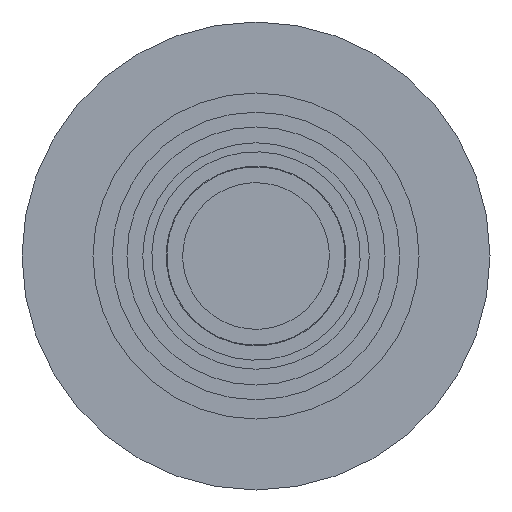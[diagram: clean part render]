
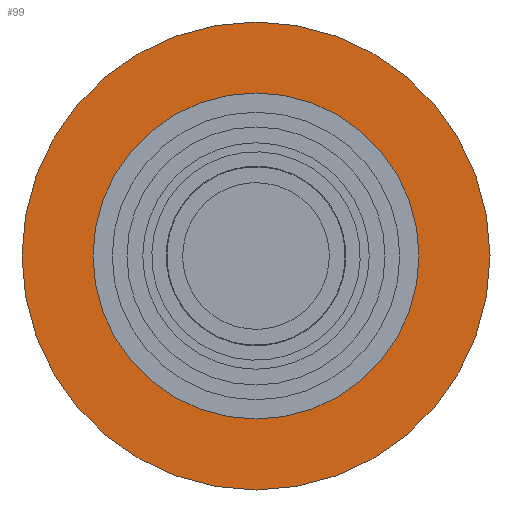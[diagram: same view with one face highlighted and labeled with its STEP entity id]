
A CAD part, front view. The second image highlights one B-rep face of the part: STEP entity #99.
In plain terms, the highlighted planar face has unit normal (0, -1, 0).
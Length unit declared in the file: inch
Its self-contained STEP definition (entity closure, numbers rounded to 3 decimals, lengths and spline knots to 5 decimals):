
#28 = EDGE_CURVE ( 'NONE', #422, #232, #886, .T. ) ;
#77 = EDGE_CURVE ( 'NONE', #1034, #1027, #747, .T. ) ;
#80 = EDGE_CURVE ( 'NONE', #232, #422, #714, .T. ) ;
#99 = ADVANCED_FACE ( 'NONE', ( #992, #990 ), #1122, .T. ) ;
#124 = EDGE_CURVE ( 'NONE', #1027, #1034, #801, .T. ) ;
#174 = ORIENTED_EDGE ( 'NONE', *, *, #28, .T. ) ;
#224 = EDGE_LOOP ( 'NONE', ( #403, #334 ) ) ;
#232 = VERTEX_POINT ( 'NONE', #493 ) ;
#334 = ORIENTED_EDGE ( 'NONE', *, *, #124, .F. ) ;
#399 = EDGE_LOOP ( 'NONE', ( #429, #174 ) ) ;
#403 = ORIENTED_EDGE ( 'NONE', *, *, #77, .F. ) ;
#422 = VERTEX_POINT ( 'NONE', #511 ) ;
#429 = ORIENTED_EDGE ( 'NONE', *, *, #80, .T. ) ;
#493 = CARTESIAN_POINT ( 'NONE',  ( 0., -0.2, 1.0275 ) ) ;
#511 = CARTESIAN_POINT ( 'NONE',  ( 0., -0.2, -1.0275 ) ) ;
#632 = CARTESIAN_POINT ( 'NONE',  ( 0., -0.2, 1.475 ) ) ;
#673 = CARTESIAN_POINT ( 'NONE',  ( 0., -0.2, -1.475 ) ) ;
#714 = CIRCLE ( 'NONE', #715, 1.0275 ) ;
#715 = AXIS2_PLACEMENT_3D ( 'NONE', #1101, #1102, #1100 ) ;
#721 = AXIS2_PLACEMENT_3D ( 'NONE', #1105, #1084, #1086 ) ;
#734 = AXIS2_PLACEMENT_3D ( 'NONE', #1132, #1353, #1354 ) ;
#747 = CIRCLE ( 'NONE', #721, 1.475 ) ;
#773 = AXIS2_PLACEMENT_3D ( 'NONE', #968, #967, #966 ) ;
#801 = CIRCLE ( 'NONE', #773, 1.475 ) ;
#886 = CIRCLE ( 'NONE', #888, 1.0275 ) ;
#888 = AXIS2_PLACEMENT_3D ( 'NONE', #1263, #1266, #1249 ) ;
#966 = DIRECTION ( 'NONE',  ( 0., 0., 1. ) ) ;
#967 = DIRECTION ( 'NONE',  ( 0., 1., 0. ) ) ;
#968 = CARTESIAN_POINT ( 'NONE',  ( 0., -0.2, 0. ) ) ;
#990 = FACE_OUTER_BOUND ( 'NONE', #224, .T. ) ;
#992 = FACE_BOUND ( 'NONE', #399, .T. ) ;
#1027 = VERTEX_POINT ( 'NONE', #673 ) ;
#1034 = VERTEX_POINT ( 'NONE', #632 ) ;
#1084 = DIRECTION ( 'NONE',  ( 0., 1., 0. ) ) ;
#1086 = DIRECTION ( 'NONE',  ( 0., 0., 1. ) ) ;
#1100 = DIRECTION ( 'NONE',  ( 0., 0., 1. ) ) ;
#1101 = CARTESIAN_POINT ( 'NONE',  ( 0., -0.2, 0. ) ) ;
#1102 = DIRECTION ( 'NONE',  ( 0., 1., 0. ) ) ;
#1105 = CARTESIAN_POINT ( 'NONE',  ( 0., -0.2, 0. ) ) ;
#1122 = PLANE ( 'NONE',  #734 ) ;
#1132 = CARTESIAN_POINT ( 'NONE',  ( -1.475, -0.2, 0. ) ) ;
#1249 = DIRECTION ( 'NONE',  ( 0., 0., 1. ) ) ;
#1263 = CARTESIAN_POINT ( 'NONE',  ( 0., -0.2, 0. ) ) ;
#1266 = DIRECTION ( 'NONE',  ( 0., 1., 0. ) ) ;
#1353 = DIRECTION ( 'NONE',  ( 0., -1., 0. ) ) ;
#1354 = DIRECTION ( 'NONE',  ( 0., 0., -1. ) ) ;
